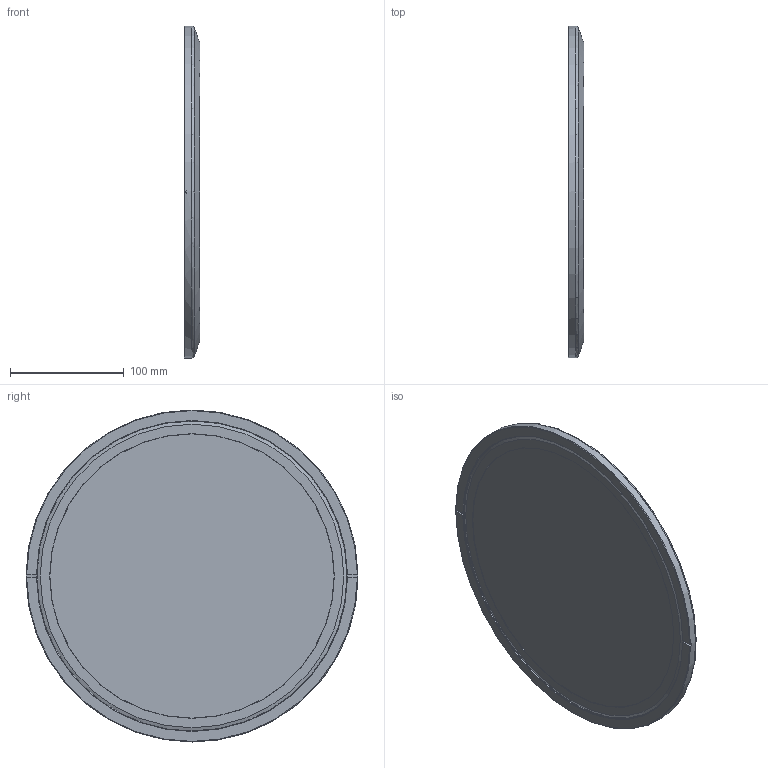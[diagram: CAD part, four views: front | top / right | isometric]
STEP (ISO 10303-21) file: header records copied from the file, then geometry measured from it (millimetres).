
FILE_DESCRIPTION(/* description */ (''),/* implementation_level */ '2;1');
FILE_NAME(/* name */ '32.250005.540.325',/* time_stamp */ '2019-04-15T09:38:53+02:00',/* author */ ('Murat Coskun Bicak'),/* organization */ ('Evac AG'),/* preprocessor_version */ 'ST-DEVELOPER v16.7',/* originating_system */ 'DEX',/* authorisation */ $);
FILE_SCHEMA (('AUTOMOTIVE_DESIGN {1 0 10303 214 3 1 1}'));
Length unit declared in the file: millimetre
Products named in the file (1): 32.250005.540.325
Bounding box: 13.8 x 292 x 292 mm (x, y, z)
Volume: 842218.5 mm3; surface area: 143139.7 mm2
Topology: 1 solids, 1 shells, 25 faces, 64 edges, 42 vertices
Faces by surface type: plane 9, cone 7, cylinder 6, torus 3
Full cylindrical faces by diameter (mm): 250 x1, 292 x1
Entity records: 706 total; most frequent: CARTESIAN_POINT 159, DIRECTION 106, ORIENTED_EDGE 100, EDGE_CURVE 50, AXIS2_PLACEMENT_3D 47, VERTEX_POINT 36, EDGE_LOOP 32, FACE_BOUND 32
